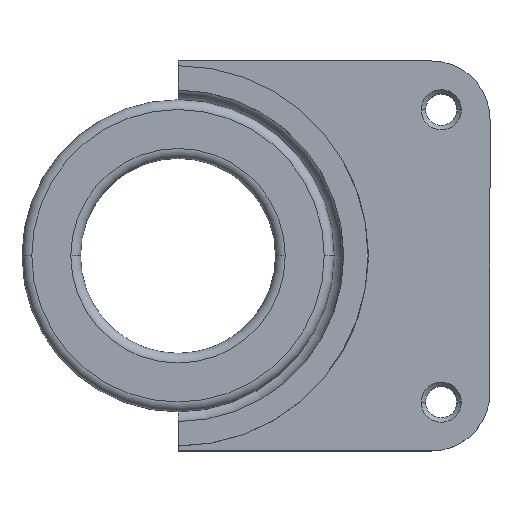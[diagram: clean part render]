
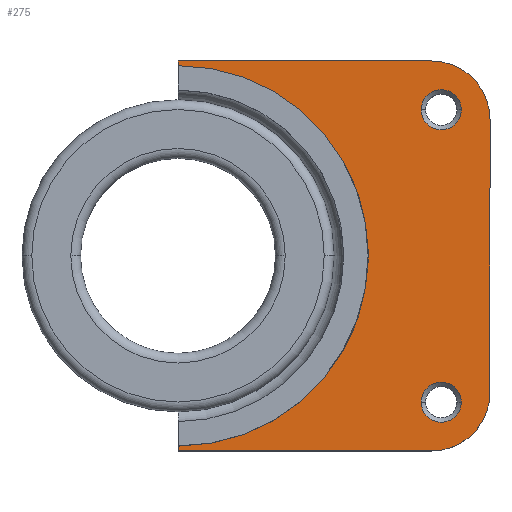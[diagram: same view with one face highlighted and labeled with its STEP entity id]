
A CAD part, top view. The second image highlights one B-rep face of the part: STEP entity #275.
In plain terms, the highlighted planar face has unit normal (0, 0, 1).
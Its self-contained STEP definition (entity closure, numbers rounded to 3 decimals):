
#3 = PLANE ( 'NONE',  #1389 ) ;
#15 = CARTESIAN_POINT ( 'NONE',  ( -2.5, -7.5, 2. ) ) ;
#39 = CARTESIAN_POINT ( 'NONE',  ( 0., 7., 2. ) ) ;
#74 = DIRECTION ( 'NONE',  ( 0., 0., 1. ) ) ;
#83 = DIRECTION ( 'NONE',  ( 1., 0., 0. ) ) ;
#98 = AXIS2_PLACEMENT_3D ( 'NONE', #344, #702, #101 ) ;
#101 = DIRECTION ( 'NONE',  ( 1., 0., 0. ) ) ;
#114 = CIRCLE ( 'NONE', #831, 1.025 ) ;
#184 = EDGE_CURVE ( 'NONE', #1298, #1439, #114, .T. ) ;
#186 = DIRECTION ( 'NONE',  ( 1., 0., 0. ) ) ;
#198 = ORIENTED_EDGE ( 'NONE', *, *, #1531, .T. ) ;
#223 = EDGE_CURVE ( 'NONE', #963, #1402, #1276, .T. ) ;
#228 = ORIENTED_EDGE ( 'NONE', *, *, #1190, .T. ) ;
#246 = EDGE_LOOP ( 'NONE', ( #198, #969, #1286, #1522, #228, #1202, #660, #690, #905 ) ) ;
#275 = ADVANCED_FACE ( 'NONE', ( #290, #1449, #1273 ), #3, .T. ) ;
#290 = FACE_BOUND ( 'NONE', #1144, .T. ) ;
#308 = EDGE_CURVE ( 'NONE', #1147, #520, #1073, .T. ) ;
#310 = CARTESIAN_POINT ( 'NONE',  ( -2.5, 7.5, 2. ) ) ;
#319 = CARTESIAN_POINT ( 'NONE',  ( -3., -10., 2. ) ) ;
#322 = VERTEX_POINT ( 'NONE', #749 ) ;
#344 = CARTESIAN_POINT ( 'NONE',  ( -16., 0., 2. ) ) ;
#360 = CARTESIAN_POINT ( 'NONE',  ( -16., 0., 2. ) ) ;
#371 = DIRECTION ( 'NONE',  ( 1., 0., 0. ) ) ;
#378 = DIRECTION ( 'NONE',  ( 1., 0., 0. ) ) ;
#399 = CARTESIAN_POINT ( 'NONE',  ( -3.525, 7.5, 2. ) ) ;
#436 = CARTESIAN_POINT ( 'NONE',  ( 0., 10., 2. ) ) ;
#437 = CARTESIAN_POINT ( 'NONE',  ( -3., 10., 2. ) ) ;
#459 = DIRECTION ( 'NONE',  ( 1., 0., 0. ) ) ;
#520 = VERTEX_POINT ( 'NONE', #841 ) ;
#524 = CIRCLE ( 'NONE', #717, 1.025 ) ;
#545 = EDGE_CURVE ( 'NONE', #1439, #1298, #1069, .T. ) ;
#573 = AXIS2_PLACEMENT_3D ( 'NONE', #15, #1080, #634 ) ;
#587 = AXIS2_PLACEMENT_3D ( 'NONE', #1065, #1191, #378 ) ;
#591 = CARTESIAN_POINT ( 'NONE',  ( -16., 10., 2. ) ) ;
#592 = DIRECTION ( 'NONE',  ( 0., 0., 1. ) ) ;
#600 = VERTEX_POINT ( 'NONE', #1214 ) ;
#603 = DIRECTION ( 'NONE',  ( -1., 0., 0. ) ) ;
#634 = DIRECTION ( 'NONE',  ( 1., 0., 0. ) ) ;
#647 = CIRCLE ( 'NONE', #1424, 3. ) ;
#660 = ORIENTED_EDGE ( 'NONE', *, *, #223, .T. ) ;
#665 = ORIENTED_EDGE ( 'NONE', *, *, #184, .F. ) ;
#667 = EDGE_LOOP ( 'NONE', ( #756, #921 ) ) ;
#690 = ORIENTED_EDGE ( 'NONE', *, *, #1042, .T. ) ;
#702 = DIRECTION ( 'NONE',  ( 0., 0., -1. ) ) ;
#717 = AXIS2_PLACEMENT_3D ( 'NONE', #882, #1504, #186 ) ;
#719 = LINE ( 'NONE', #591, #881 ) ;
#720 = CARTESIAN_POINT ( 'NONE',  ( -16., -11.699, 2. ) ) ;
#749 = CARTESIAN_POINT ( 'NONE',  ( -1.475, -7.5, 2. ) ) ;
#752 = AXIS2_PLACEMENT_3D ( 'NONE', #1261, #1124, #83 ) ;
#756 = ORIENTED_EDGE ( 'NONE', *, *, #888, .F. ) ;
#759 = CARTESIAN_POINT ( 'NONE',  ( -6.25, 0., 2. ) ) ;
#769 = DIRECTION ( 'NONE',  ( 0., -1., 0. ) ) ;
#781 = CARTESIAN_POINT ( 'NONE',  ( 0., -7., 2. ) ) ;
#803 = EDGE_CURVE ( 'NONE', #1149, #963, #1355, .T. ) ;
#810 = EDGE_CURVE ( 'NONE', #1497, #872, #1027, .T. ) ;
#815 = CIRCLE ( 'NONE', #573, 1.025 ) ;
#826 = DIRECTION ( 'NONE',  ( 1., 0., 0. ) ) ;
#831 = AXIS2_PLACEMENT_3D ( 'NONE', #310, #74, #1247 ) ;
#833 = DIRECTION ( 'NONE',  ( 0., -1., 0. ) ) ;
#841 = CARTESIAN_POINT ( 'NONE',  ( -16., -10., 2. ) ) ;
#848 = VERTEX_POINT ( 'NONE', #437 ) ;
#872 = VERTEX_POINT ( 'NONE', #781 ) ;
#881 = VECTOR ( 'NONE', #603, 1000. ) ;
#882 = CARTESIAN_POINT ( 'NONE',  ( -2.5, -7.5, 2. ) ) ;
#887 = DIRECTION ( 'NONE',  ( 1., 0., 0. ) ) ;
#888 = EDGE_CURVE ( 'NONE', #322, #600, #524, .T. ) ;
#905 = ORIENTED_EDGE ( 'NONE', *, *, #308, .T. ) ;
#912 = CIRCLE ( 'NONE', #98, 9.75 ) ;
#914 = VECTOR ( 'NONE', #1105, 1000. ) ;
#921 = ORIENTED_EDGE ( 'NONE', *, *, #1268, .F. ) ;
#954 = EDGE_CURVE ( 'NONE', #872, #1388, #1228, .T. ) ;
#963 = VERTEX_POINT ( 'NONE', #998 ) ;
#969 = ORIENTED_EDGE ( 'NONE', *, *, #810, .T. ) ;
#998 = CARTESIAN_POINT ( 'NONE',  ( -16., 9.75, 2. ) ) ;
#1027 = CIRCLE ( 'NONE', #752, 3. ) ;
#1029 = CARTESIAN_POINT ( 'NONE',  ( -16., -9.75, 2. ) ) ;
#1042 = EDGE_CURVE ( 'NONE', #1402, #1147, #912, .T. ) ;
#1043 = VECTOR ( 'NONE', #769, 1000. ) ;
#1049 = CARTESIAN_POINT ( 'NONE',  ( -16., 10., 2. ) ) ;
#1064 = EDGE_CURVE ( 'NONE', #1388, #848, #647, .T. ) ;
#1065 = CARTESIAN_POINT ( 'NONE',  ( -2.5, 7.5, 2. ) ) ;
#1069 = CIRCLE ( 'NONE', #587, 1.025 ) ;
#1073 = LINE ( 'NONE', #720, #1172 ) ;
#1080 = DIRECTION ( 'NONE',  ( 0., 0., 1. ) ) ;
#1097 = LINE ( 'NONE', #1375, #1263 ) ;
#1102 = CARTESIAN_POINT ( 'NONE',  ( -16., 9.75, 2. ) ) ;
#1105 = DIRECTION ( 'NONE',  ( 0., 1., 0. ) ) ;
#1124 = DIRECTION ( 'NONE',  ( 0., 0., 1. ) ) ;
#1138 = AXIS2_PLACEMENT_3D ( 'NONE', #360, #1536, #826 ) ;
#1144 = EDGE_LOOP ( 'NONE', ( #1534, #665 ) ) ;
#1147 = VERTEX_POINT ( 'NONE', #1029 ) ;
#1149 = VERTEX_POINT ( 'NONE', #1049 ) ;
#1154 = CARTESIAN_POINT ( 'NONE',  ( -3., 7., 2. ) ) ;
#1172 = VECTOR ( 'NONE', #833, 1000. ) ;
#1190 = EDGE_CURVE ( 'NONE', #848, #1149, #719, .T. ) ;
#1191 = DIRECTION ( 'NONE',  ( 0., 0., 1. ) ) ;
#1202 = ORIENTED_EDGE ( 'NONE', *, *, #803, .T. ) ;
#1214 = CARTESIAN_POINT ( 'NONE',  ( -3.525, -7.5, 2. ) ) ;
#1228 = LINE ( 'NONE', #436, #914 ) ;
#1247 = DIRECTION ( 'NONE',  ( 1., 0., 0. ) ) ;
#1261 = CARTESIAN_POINT ( 'NONE',  ( -3., -7., 2. ) ) ;
#1263 = VECTOR ( 'NONE', #887, 1000. ) ;
#1268 = EDGE_CURVE ( 'NONE', #600, #322, #815, .T. ) ;
#1273 = FACE_OUTER_BOUND ( 'NONE', #246, .T. ) ;
#1276 = CIRCLE ( 'NONE', #1138, 9.75 ) ;
#1286 = ORIENTED_EDGE ( 'NONE', *, *, #954, .T. ) ;
#1298 = VERTEX_POINT ( 'NONE', #399 ) ;
#1352 = CARTESIAN_POINT ( 'NONE',  ( -1.475, 7.5, 2. ) ) ;
#1355 = LINE ( 'NONE', #1102, #1043 ) ;
#1375 = CARTESIAN_POINT ( 'NONE',  ( -16., -10., 2. ) ) ;
#1388 = VERTEX_POINT ( 'NONE', #39 ) ;
#1389 = AXIS2_PLACEMENT_3D ( 'NONE', #1447, #592, #371 ) ;
#1402 = VERTEX_POINT ( 'NONE', #759 ) ;
#1411 = DIRECTION ( 'NONE',  ( 0., 0., 1. ) ) ;
#1424 = AXIS2_PLACEMENT_3D ( 'NONE', #1154, #1411, #459 ) ;
#1439 = VERTEX_POINT ( 'NONE', #1352 ) ;
#1447 = CARTESIAN_POINT ( 'NONE',  ( -16., 0., 2. ) ) ;
#1449 = FACE_BOUND ( 'NONE', #667, .T. ) ;
#1497 = VERTEX_POINT ( 'NONE', #319 ) ;
#1504 = DIRECTION ( 'NONE',  ( 0., 0., 1. ) ) ;
#1522 = ORIENTED_EDGE ( 'NONE', *, *, #1064, .T. ) ;
#1531 = EDGE_CURVE ( 'NONE', #520, #1497, #1097, .T. ) ;
#1534 = ORIENTED_EDGE ( 'NONE', *, *, #545, .F. ) ;
#1536 = DIRECTION ( 'NONE',  ( 0., 0., -1. ) ) ;
